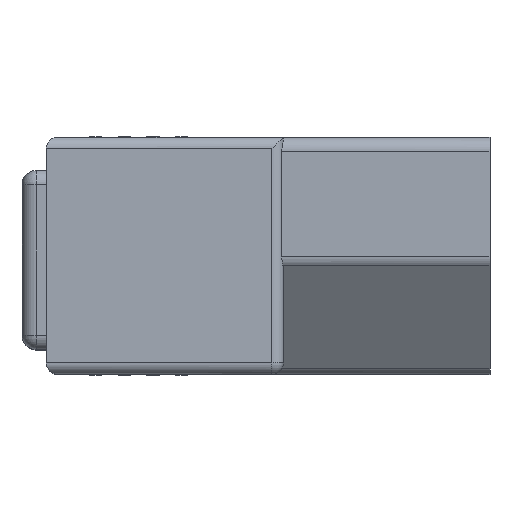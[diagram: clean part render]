
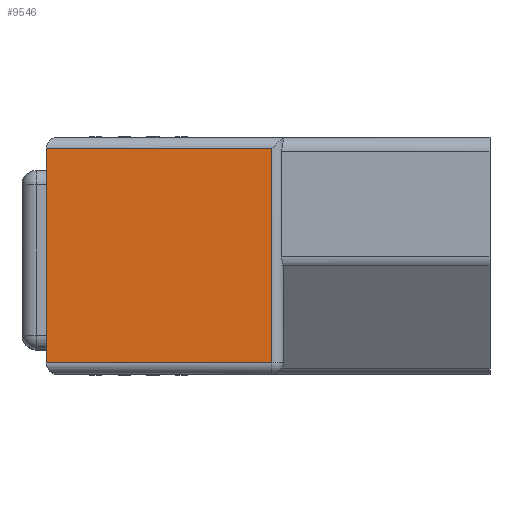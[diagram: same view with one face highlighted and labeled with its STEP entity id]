
A CAD part, top view. The second image highlights one B-rep face of the part: STEP entity #9546.
In plain terms, the highlighted face is planar.
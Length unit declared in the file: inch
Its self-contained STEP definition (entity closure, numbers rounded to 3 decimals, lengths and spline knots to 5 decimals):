
#59 = CARTESIAN_POINT ( 'NONE',  ( -0.53, 0.373, -1.546 ) ) ;
#397 = VERTEX_POINT ( 'NONE', #6087 ) ;
#782 = EDGE_CURVE ( 'NONE', #4939, #8422, #4813, .T. ) ;
#788 = ORIENTED_EDGE ( 'NONE', *, *, #7363, .T. ) ;
#947 = VECTOR ( 'NONE', #4661, 39.37008 ) ;
#1015 = FACE_OUTER_BOUND ( 'NONE', #8136, .T. ) ;
#1065 = LINE ( 'NONE', #7853, #947 ) ;
#1629 = PLANE ( 'NONE',  #4102 ) ;
#2107 = EDGE_CURVE ( 'NONE', #397, #8422, #1065, .T. ) ;
#3123 = DIRECTION ( 'NONE',  ( 0., 1., 0. ) ) ;
#3554 = DIRECTION ( 'NONE',  ( 0., 1., 0. ) ) ;
#4102 = AXIS2_PLACEMENT_3D ( 'NONE', #6989, #7732, #3123 ) ;
#4281 = ORIENTED_EDGE ( 'NONE', *, *, #2107, .T. ) ;
#4596 = LINE ( 'NONE', #8967, #9342 ) ;
#4611 = CARTESIAN_POINT ( 'NONE',  ( -0.53, -0.373, -1.546 ) ) ;
#4661 = DIRECTION ( 'NONE',  ( 0., 0., -1. ) ) ;
#4791 = VECTOR ( 'NONE', #6500, 39.37008 ) ;
#4813 = LINE ( 'NONE', #9225, #9442 ) ;
#4870 = CARTESIAN_POINT ( 'NONE',  ( -0.53, -0.373, -0.72 ) ) ;
#4939 = VERTEX_POINT ( 'NONE', #4611 ) ;
#4964 = EDGE_CURVE ( 'NONE', #4939, #8264, #8822, .T. ) ;
#5986 = ORIENTED_EDGE ( 'NONE', *, *, #782, .F. ) ;
#6087 = CARTESIAN_POINT ( 'NONE',  ( -0.53, 0.373, -0.76 ) ) ;
#6500 = DIRECTION ( 'NONE',  ( 0., 0., 1. ) ) ;
#6908 = DIRECTION ( 'NONE',  ( 0., 1., 0. ) ) ;
#6989 = CARTESIAN_POINT ( 'NONE',  ( -0.53, 0.413, -1.546 ) ) ;
#7363 = EDGE_CURVE ( 'NONE', #8264, #397, #4596, .T. ) ;
#7732 = DIRECTION ( 'NONE',  ( 1., 0., 0. ) ) ;
#7853 = CARTESIAN_POINT ( 'NONE',  ( -0.53, 0.373, -1.546 ) ) ;
#8136 = EDGE_LOOP ( 'NONE', ( #5986, #9150, #788, #4281 ) ) ;
#8264 = VERTEX_POINT ( 'NONE', #9005 ) ;
#8422 = VERTEX_POINT ( 'NONE', #59 ) ;
#8822 = LINE ( 'NONE', #4870, #4791 ) ;
#8967 = CARTESIAN_POINT ( 'NONE',  ( -0.53, 0.413, -0.76 ) ) ;
#9005 = CARTESIAN_POINT ( 'NONE',  ( -0.53, -0.373, -0.76 ) ) ;
#9150 = ORIENTED_EDGE ( 'NONE', *, *, #4964, .T. ) ;
#9225 = CARTESIAN_POINT ( 'NONE',  ( -0.53, 0.413, -1.546 ) ) ;
#9342 = VECTOR ( 'NONE', #3554, 39.37008 ) ;
#9442 = VECTOR ( 'NONE', #6908, 39.37008 ) ;
#9546 = ADVANCED_FACE ( 'NONE', ( #1015 ), #1629, .F. ) ;
